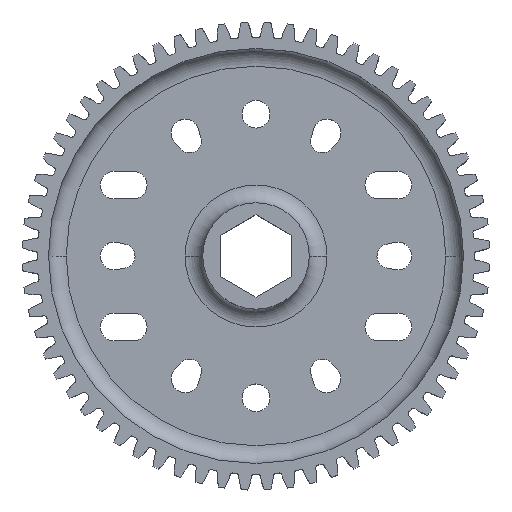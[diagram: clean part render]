
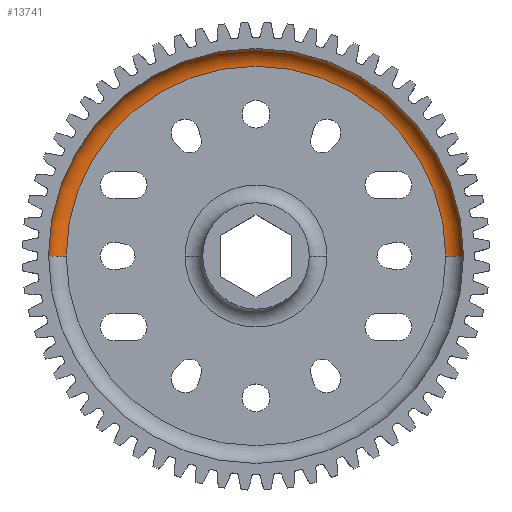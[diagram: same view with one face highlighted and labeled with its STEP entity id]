
A CAD part, top view. The second image highlights one B-rep face of the part: STEP entity #13741.
In plain terms, the highlighted toroidal (fillet/blend) face has major radius 33.972 mm and minor radius 3.175 mm.
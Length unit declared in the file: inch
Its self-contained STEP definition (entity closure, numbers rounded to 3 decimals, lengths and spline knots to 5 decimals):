
#587 = CIRCLE ( 'NONE', #18234, 1.3375 ) ;
#950 = EDGE_CURVE ( 'NONE', #31458, #23005, #18754, .T. ) ;
#5449 = DIRECTION ( 'NONE',  ( 0., 0., -1. ) ) ;
#7960 = DIRECTION ( 'NONE',  ( 0., 0., 1. ) ) ;
#8110 = DIRECTION ( 'NONE',  ( 0., 0., 1. ) ) ;
#11052 = CARTESIAN_POINT ( 'NONE',  ( 0., 0., 0.0275 ) ) ;
#11055 = CARTESIAN_POINT ( 'NONE',  ( -1.3375, 0., 0.0275 ) ) ;
#11487 = CIRCLE ( 'NONE', #24934, 0.125 ) ;
#12915 = DIRECTION ( 'NONE',  ( 0., 1., 0. ) ) ;
#12917 = ORIENTED_EDGE ( 'NONE', *, *, #17066, .F. ) ;
#13741 = ADVANCED_FACE ( 'NONE', ( #30397 ), #32305, .F. ) ;
#15645 = DIRECTION ( 'NONE',  ( 1., 0., 0. ) ) ;
#16302 = CARTESIAN_POINT ( 'NONE',  ( 0., 0., -0.0975 ) ) ;
#16321 = AXIS2_PLACEMENT_3D ( 'NONE', #11055, #12915, #18436 ) ;
#17066 = EDGE_CURVE ( 'NONE', #29297, #31523, #587, .T. ) ;
#18234 = AXIS2_PLACEMENT_3D ( 'NONE', #16302, #8110, #15645 ) ;
#18436 = DIRECTION ( 'NONE',  ( -1., 0., 0. ) ) ;
#18665 = CARTESIAN_POINT ( 'NONE',  ( 1.3375, 0., 0.0275 ) ) ;
#18754 = CIRCLE ( 'NONE', #25719, 1.4625 ) ;
#19184 = CARTESIAN_POINT ( 'NONE',  ( -1.4625, 0., 0.0275 ) ) ;
#21265 = DIRECTION ( 'NONE',  ( 0., 0., -1. ) ) ;
#22572 = ORIENTED_EDGE ( 'NONE', *, *, #950, .F. ) ;
#23005 = VERTEX_POINT ( 'NONE', #23704 ) ;
#23704 = CARTESIAN_POINT ( 'NONE',  ( 1.4625, 0., 0.0275 ) ) ;
#23784 = DIRECTION ( 'NONE',  ( 1., 0., 0. ) ) ;
#24041 = CARTESIAN_POINT ( 'NONE',  ( -1.3375, 0., -0.0975 ) ) ;
#24259 = EDGE_LOOP ( 'NONE', ( #30328, #12917, #24405, #22572 ) ) ;
#24405 = ORIENTED_EDGE ( 'NONE', *, *, #28042, .T. ) ;
#24934 = AXIS2_PLACEMENT_3D ( 'NONE', #18665, #28388, #5449 ) ;
#25719 = AXIS2_PLACEMENT_3D ( 'NONE', #11052, #21265, #23784 ) ;
#26427 = AXIS2_PLACEMENT_3D ( 'NONE', #32915, #7960, #30235 ) ;
#28042 = EDGE_CURVE ( 'NONE', #29297, #23005, #11487, .T. ) ;
#28388 = DIRECTION ( 'NONE',  ( 0., -1., 0. ) ) ;
#29297 = VERTEX_POINT ( 'NONE', #31693 ) ;
#29518 = EDGE_CURVE ( 'NONE', #31523, #31458, #30755, .T. ) ;
#30235 = DIRECTION ( 'NONE',  ( 1., 0., 0. ) ) ;
#30328 = ORIENTED_EDGE ( 'NONE', *, *, #29518, .F. ) ;
#30397 = FACE_OUTER_BOUND ( 'NONE', #24259, .T. ) ;
#30755 = CIRCLE ( 'NONE', #16321, 0.125 ) ;
#31458 = VERTEX_POINT ( 'NONE', #19184 ) ;
#31523 = VERTEX_POINT ( 'NONE', #24041 ) ;
#31693 = CARTESIAN_POINT ( 'NONE',  ( 1.3375, 0., -0.0975 ) ) ;
#32305 = TOROIDAL_SURFACE ( 'NONE', #26427, 1.3375, 0.125 ) ;
#32915 = CARTESIAN_POINT ( 'NONE',  ( 0., 0., 0.0275 ) ) ;
